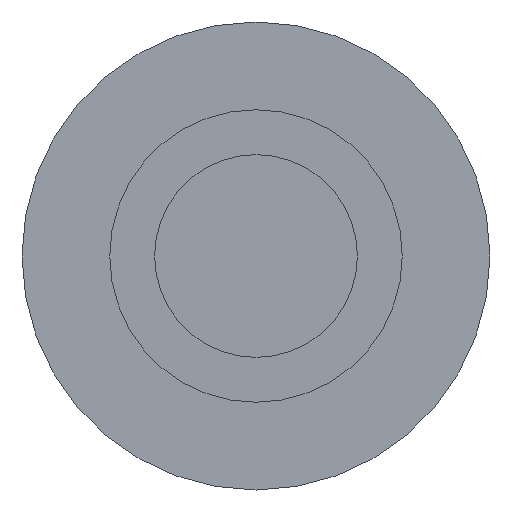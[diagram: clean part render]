
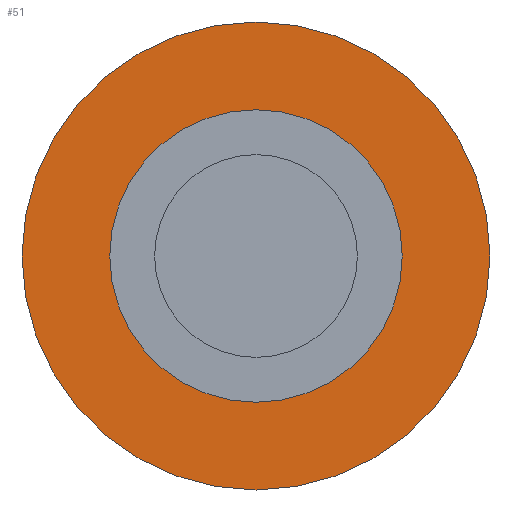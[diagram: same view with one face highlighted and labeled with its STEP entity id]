
A CAD part, front view. The second image highlights one B-rep face of the part: STEP entity #51.
In plain terms, the highlighted planar face has unit normal (0, -1, 0).
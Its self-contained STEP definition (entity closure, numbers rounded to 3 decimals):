
#51=ADVANCED_FACE('',(#100,#101),#102,.T.);
#100=FACE_OUTER_BOUND('',#146,.T.);
#101=FACE_BOUND('',#147,.T.);
#102=PLANE('',#148);
#146=EDGE_LOOP('',(#224,#225,#226));
#147=EDGE_LOOP('',(#227,#228));
#148=AXIS2_PLACEMENT_3D('',#229,#230,#231);
#224=ORIENTED_EDGE('',*,*,#289,.T.);
#225=ORIENTED_EDGE('',*,*,#277,.T.);
#226=ORIENTED_EDGE('',*,*,#290,.T.);
#227=ORIENTED_EDGE('',*,*,#270,.F.);
#228=ORIENTED_EDGE('',*,*,#292,.F.);
#229=CARTESIAN_POINT('',(-4.875,0.,0.));
#230=DIRECTION('',(0.,-1.0,0.));
#231=DIRECTION('',(-1.0,0.,0.0));
#270=EDGE_CURVE('',#311,#314,#315,.T.);
#277=EDGE_CURVE('',#321,#325,#327,.T.);
#289=EDGE_CURVE('',#343,#321,#344,.T.);
#290=EDGE_CURVE('',#325,#343,#345,.T.);
#292=EDGE_CURVE('',#314,#311,#347,.T.);
#311=VERTEX_POINT('',#368);
#314=VERTEX_POINT('',#372);
#315=CIRCLE('',#373,3.75);
#321=VERTEX_POINT('',#380);
#325=VERTEX_POINT('',#384);
#327=CIRCLE('',#386,6.);
#343=VERTEX_POINT('',#402);
#344=CIRCLE('',#403,6.);
#345=CIRCLE('',#404,6.);
#347=CIRCLE('',#406,3.75);
#368=CARTESIAN_POINT('',(-3.75,0.,0.));
#372=CARTESIAN_POINT('',(3.75,0.,0.));
#373=AXIS2_PLACEMENT_3D('',#424,#425,#426);
#380=CARTESIAN_POINT('',(0.,0.,-6.));
#384=CARTESIAN_POINT('',(0.,0.,6.));
#386=AXIS2_PLACEMENT_3D('',#440,#441,#442);
#402=CARTESIAN_POINT('',(-6.,0.,0.));
#403=AXIS2_PLACEMENT_3D('',#464,#465,#466);
#404=AXIS2_PLACEMENT_3D('',#467,#468,#469);
#406=AXIS2_PLACEMENT_3D('',#470,#471,#472);
#424=CARTESIAN_POINT('',(0.,0.,0.));
#425=DIRECTION('',(0.,-1.0,0.));
#426=DIRECTION('',(-1.0,0.,0.));
#440=CARTESIAN_POINT('',(0.,0.0,0.));
#441=DIRECTION('',(0.,-1.0,0.));
#442=DIRECTION('',(-1.0,0.,0.));
#464=CARTESIAN_POINT('',(0.,0.0,0.));
#465=DIRECTION('',(0.,-1.0,0.));
#466=DIRECTION('',(-1.0,0.,0.));
#467=CARTESIAN_POINT('',(0.,0.0,0.));
#468=DIRECTION('',(0.,-1.0,0.));
#469=DIRECTION('',(-1.0,0.,0.));
#470=CARTESIAN_POINT('',(0.,0.,0.));
#471=DIRECTION('',(0.,-1.0,0.));
#472=DIRECTION('',(-1.0,0.,0.));
